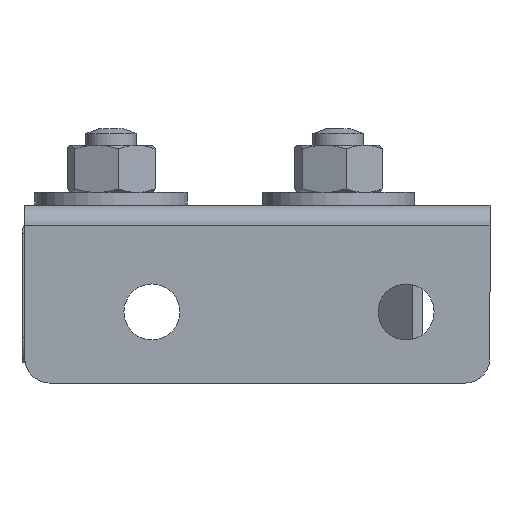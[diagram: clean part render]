
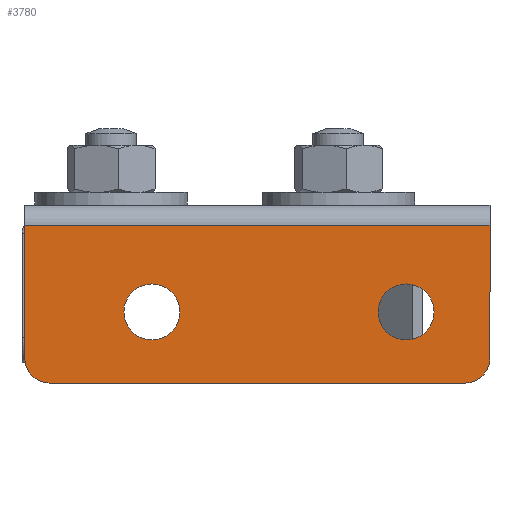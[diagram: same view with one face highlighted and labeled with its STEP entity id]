
A CAD part, left-side view. The second image highlights one B-rep face of the part: STEP entity #3780.
In plain terms, the highlighted face is planar.
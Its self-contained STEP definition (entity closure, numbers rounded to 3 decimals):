
#111=FACE_BOUND('',#478,.T.);
#112=FACE_BOUND('',#479,.T.);
#155=PLANE('',#4110);
#266=FACE_OUTER_BOUND('',#477,.T.);
#477=EDGE_LOOP('',(#2565,#2566,#2567,#2568,#2569,#2570));
#478=EDGE_LOOP('',(#2571,#2572));
#479=EDGE_LOOP('',(#2573,#2574));
#731=LINE('',#5704,#1082);
#734=LINE('',#5710,#1085);
#735=LINE('',#5714,#1086);
#736=LINE('',#5715,#1087);
#1082=VECTOR('',#4530,10.);
#1085=VECTOR('',#4535,10.);
#1086=VECTOR('',#4538,10.);
#1087=VECTOR('',#4539,10.);
#1432=CIRCLE('',#4108,5.);
#1433=CIRCLE('',#4111,5.);
#1434=CIRCLE('',#4112,5.5);
#1435=CIRCLE('',#4113,5.5);
#1436=CIRCLE('',#4114,5.5);
#1437=CIRCLE('',#4115,5.5);
#1621=VERTEX_POINT('',#5697);
#1622=VERTEX_POINT('',#5699);
#1623=VERTEX_POINT('',#5703);
#1625=VERTEX_POINT('',#5709);
#1626=VERTEX_POINT('',#5711);
#1627=VERTEX_POINT('',#5713);
#1628=VERTEX_POINT('',#5716);
#1629=VERTEX_POINT('',#5717);
#1630=VERTEX_POINT('',#5720);
#1631=VERTEX_POINT('',#5721);
#1990=EDGE_CURVE('',#1621,#1622,#1432,.T.);
#1992=EDGE_CURVE('',#1623,#1622,#731,.T.);
#1995=EDGE_CURVE('',#1621,#1625,#734,.T.);
#1996=EDGE_CURVE('',#1626,#1625,#1433,.T.);
#1997=EDGE_CURVE('',#1626,#1627,#735,.T.);
#1998=EDGE_CURVE('',#1627,#1623,#736,.T.);
#1999=EDGE_CURVE('',#1628,#1629,#1434,.T.);
#2000=EDGE_CURVE('',#1629,#1628,#1435,.T.);
#2001=EDGE_CURVE('',#1630,#1631,#1436,.T.);
#2002=EDGE_CURVE('',#1631,#1630,#1437,.T.);
#2565=ORIENTED_EDGE('',*,*,#1990,.F.);
#2566=ORIENTED_EDGE('',*,*,#1995,.T.);
#2567=ORIENTED_EDGE('',*,*,#1996,.F.);
#2568=ORIENTED_EDGE('',*,*,#1997,.T.);
#2569=ORIENTED_EDGE('',*,*,#1998,.T.);
#2570=ORIENTED_EDGE('',*,*,#1992,.T.);
#2571=ORIENTED_EDGE('',*,*,#1999,.T.);
#2572=ORIENTED_EDGE('',*,*,#2000,.T.);
#2573=ORIENTED_EDGE('',*,*,#2001,.T.);
#2574=ORIENTED_EDGE('',*,*,#2002,.T.);
#3780=ADVANCED_FACE('',(#266,#111,#112),#155,.F.);
#4108=AXIS2_PLACEMENT_3D('',#5700,#4525,#4526);
#4110=AXIS2_PLACEMENT_3D('',#5708,#4533,#4534);
#4111=AXIS2_PLACEMENT_3D('',#5712,#4536,#4537);
#4112=AXIS2_PLACEMENT_3D('',#5718,#4540,#4541);
#4113=AXIS2_PLACEMENT_3D('',#5719,#4542,#4543);
#4114=AXIS2_PLACEMENT_3D('',#5722,#4544,#4545);
#4115=AXIS2_PLACEMENT_3D('',#5723,#4546,#4547);
#4525=DIRECTION('center_axis',(0.,0.,1.));
#4526=DIRECTION('ref_axis',(0.707,0.707,0.));
#4530=DIRECTION('',(1.,0.,0.));
#4533=DIRECTION('center_axis',(0.,0.,1.));
#4534=DIRECTION('ref_axis',(1.,0.,0.));
#4535=DIRECTION('',(0.,-1.,0.));
#4536=DIRECTION('center_axis',(0.,0.,1.));
#4537=DIRECTION('ref_axis',(0.707,-0.707,0.));
#4538=DIRECTION('',(-1.,0.,0.));
#4539=DIRECTION('',(0.,1.,0.));
#4540=DIRECTION('center_axis',(0.,0.,1.));
#4541=DIRECTION('ref_axis',(-1.,0.,0.));
#4542=DIRECTION('center_axis',(0.,0.,1.));
#4543=DIRECTION('ref_axis',(-1.,0.,0.));
#4544=DIRECTION('center_axis',(0.,0.,1.));
#4545=DIRECTION('ref_axis',(-1.,0.,0.));
#4546=DIRECTION('center_axis',(0.,0.,1.));
#4547=DIRECTION('ref_axis',(-1.,0.,0.));
#5697=CARTESIAN_POINT('',(17.5,40.75,0.));
#5699=CARTESIAN_POINT('',(12.5,45.75,0.));
#5700=CARTESIAN_POINT('Origin',(12.5,40.75,0.));
#5703=CARTESIAN_POINT('',(-13.5,45.75,0.));
#5704=CARTESIAN_POINT('',(-17.5,45.75,0.));
#5708=CARTESIAN_POINT('Origin',(0.,0.,0.));
#5709=CARTESIAN_POINT('',(17.5,-40.75,0.));
#5710=CARTESIAN_POINT('',(17.5,45.75,0.));
#5711=CARTESIAN_POINT('',(12.5,-45.75,0.));
#5712=CARTESIAN_POINT('Origin',(12.5,-40.75,0.));
#5713=CARTESIAN_POINT('',(-13.5,-45.75,0.));
#5714=CARTESIAN_POINT('',(17.5,-45.75,0.));
#5715=CARTESIAN_POINT('',(-13.5,-22.875,0.));
#5716=CARTESIAN_POINT('',(-2.,-29.25,0.));
#5717=CARTESIAN_POINT('',(9.,-29.25,0.));
#5718=CARTESIAN_POINT('Origin',(3.5,-29.25,0.));
#5719=CARTESIAN_POINT('Origin',(3.5,-29.25,0.));
#5720=CARTESIAN_POINT('',(-2.,20.75,0.));
#5721=CARTESIAN_POINT('',(9.,20.75,0.));
#5722=CARTESIAN_POINT('Origin',(3.5,20.75,0.));
#5723=CARTESIAN_POINT('Origin',(3.5,20.75,0.));
